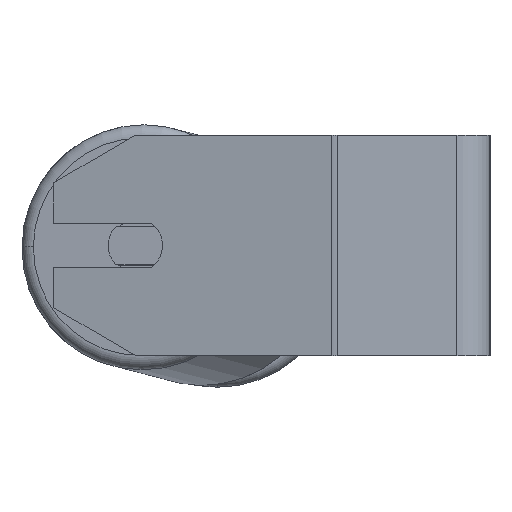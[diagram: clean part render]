
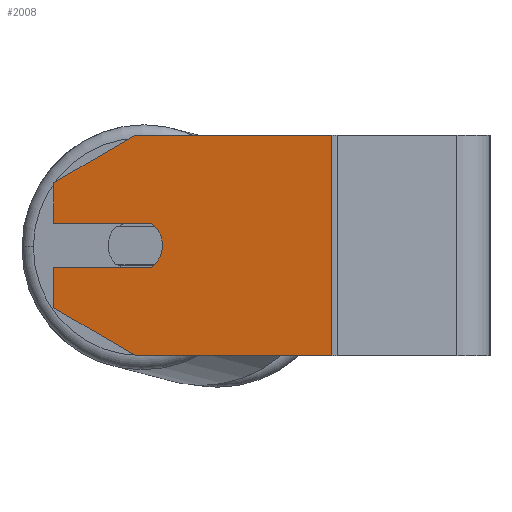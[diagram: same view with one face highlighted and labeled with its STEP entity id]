
A CAD part, left-side view. The second image highlights one B-rep face of the part: STEP entity #2008.
In plain terms, the highlighted planar face has unit normal (-0.985, 0.174, 0).
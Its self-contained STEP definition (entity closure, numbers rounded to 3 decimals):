
#29 = FACE_OUTER_BOUND ( 'NONE', #4763, .T. ) ;
#108 = CARTESIAN_POINT ( 'NONE',  ( -259.818, 57.404, 40. ) ) ;
#296 = DIRECTION ( 'NONE',  ( -0.174, -0.985, 0. ) ) ;
#302 = ORIENTED_EDGE ( 'NONE', *, *, #4126, .T. ) ;
#425 = CARTESIAN_POINT ( 'NONE',  ( -248.985, 118.838, 0. ) ) ;
#529 = EDGE_CURVE ( 'NONE', #5545, #4714, #5123, .T. ) ;
#563 = EDGE_CURVE ( 'NONE', #1592, #2555, #627, .T. ) ;
#567 = DIRECTION ( 'NONE',  ( -0.985, 0.174, 0. ) ) ;
#627 = LINE ( 'NONE', #2616, #6279 ) ;
#680 = CARTESIAN_POINT ( 'NONE',  ( -242.039, 158.231, 40. ) ) ;
#696 = EDGE_CURVE ( 'NONE', #6836, #809, #5047, .T. ) ;
#729 = VECTOR ( 'NONE', #6810, 1000. ) ;
#736 = CARTESIAN_POINT ( 'NONE',  ( -242.039, 158.231, 22.679 ) ) ;
#763 = CARTESIAN_POINT ( 'NONE',  ( -242.039, 158.231, 22.679 ) ) ;
#809 = VERTEX_POINT ( 'NONE', #3009 ) ;
#934 = ORIENTED_EDGE ( 'NONE', *, *, #7291, .T. ) ;
#985 = ORIENTED_EDGE ( 'NONE', *, *, #5574, .F. ) ;
#1061 = VECTOR ( 'NONE', #5222, 1000. ) ;
#1200 = VECTOR ( 'NONE', #4179, 1000. ) ;
#1231 = DIRECTION ( 'NONE',  ( 0.174, 0.985, 0. ) ) ;
#1247 = CARTESIAN_POINT ( 'NONE',  ( -248.29, 122.778, -8. ) ) ;
#1359 = VECTOR ( 'NONE', #8348, 1000. ) ;
#1421 = ORIENTED_EDGE ( 'NONE', *, *, #1888, .F. ) ;
#1592 = VERTEX_POINT ( 'NONE', #736 ) ;
#1689 = CARTESIAN_POINT ( 'NONE',  ( -242.039, 158.231, 8. ) ) ;
#1733 = ORIENTED_EDGE ( 'NONE', *, *, #6016, .F. ) ;
#1888 = EDGE_CURVE ( 'NONE', #7479, #3333, #2425, .T. ) ;
#1990 = VECTOR ( 'NONE', #2070, 1000. ) ;
#2008 = ADVANCED_FACE ( 'NONE', ( #29 ), #3224, .F. ) ;
#2070 = DIRECTION ( 'NONE',  ( 0., 0., -1. ) ) ;
#2093 = CARTESIAN_POINT ( 'NONE',  ( -242.039, 158.231, -8. ) ) ;
#2123 = VERTEX_POINT ( 'NONE', #3420 ) ;
#2128 = ORIENTED_EDGE ( 'NONE', *, *, #6104, .T. ) ;
#2425 = LINE ( 'NONE', #5649, #729 ) ;
#2452 = AXIS2_PLACEMENT_3D ( 'NONE', #4434, #567, #5748 ) ;
#2555 = VERTEX_POINT ( 'NONE', #1689 ) ;
#2603 = LINE ( 'NONE', #3872, #8385 ) ;
#2610 = CARTESIAN_POINT ( 'NONE',  ( -259.818, 57.404, -40. ) ) ;
#2616 = CARTESIAN_POINT ( 'NONE',  ( -242.039, 158.231, 40. ) ) ;
#2796 = ORIENTED_EDGE ( 'NONE', *, *, #2916, .F. ) ;
#2916 = EDGE_CURVE ( 'NONE', #3333, #3058, #4213, .T. ) ;
#3009 = CARTESIAN_POINT ( 'NONE',  ( -248.29, 122.778, 8. ) ) ;
#3058 = VERTEX_POINT ( 'NONE', #2610 ) ;
#3128 = CARTESIAN_POINT ( 'NONE',  ( -247.249, 128.686, 40. ) ) ;
#3152 = CARTESIAN_POINT ( 'NONE',  ( -247.249, 128.686, -40. ) ) ;
#3224 = PLANE ( 'NONE',  #4800 ) ;
#3333 = VERTEX_POINT ( 'NONE', #6069 ) ;
#3420 = CARTESIAN_POINT ( 'NONE',  ( -247.249, 128.686, -40. ) ) ;
#3490 = VECTOR ( 'NONE', #4665, 1000. ) ;
#3684 = VECTOR ( 'NONE', #3885, 1000. ) ;
#3701 = LINE ( 'NONE', #3152, #1359 ) ;
#3850 = ORIENTED_EDGE ( 'NONE', *, *, #8390, .F. ) ;
#3872 = CARTESIAN_POINT ( 'NONE',  ( -248.29, 122.778, -8. ) ) ;
#3885 = DIRECTION ( 'NONE',  ( 0., 0., -1. ) ) ;
#3948 = AXIS2_PLACEMENT_3D ( 'NONE', #7986, #7423, #296 ) ;
#4045 = DIRECTION ( 'NONE',  ( -0.174, -0.985, 0. ) ) ;
#4126 = EDGE_CURVE ( 'NONE', #7479, #1592, #7020, .T. ) ;
#4179 = DIRECTION ( 'NONE',  ( -0.174, -0.985, 0. ) ) ;
#4213 = LINE ( 'NONE', #108, #1990 ) ;
#4434 = CARTESIAN_POINT ( 'NONE',  ( -247.249, 128.686, 0. ) ) ;
#4625 = LINE ( 'NONE', #5925, #3490 ) ;
#4665 = DIRECTION ( 'NONE',  ( 0.174, 0.985, 0. ) ) ;
#4714 = VERTEX_POINT ( 'NONE', #5970 ) ;
#4763 = EDGE_LOOP ( 'NONE', ( #3850, #985, #8272, #934, #2128, #2796, #1421, #302, #7278, #1733, #6872 ) ) ;
#4800 = AXIS2_PLACEMENT_3D ( 'NONE', #680, #7813, #1231 ) ;
#4826 = LINE ( 'NONE', #5490, #1200 ) ;
#5047 = CIRCLE ( 'NONE', #3948, 10. ) ;
#5083 = DIRECTION ( 'NONE',  ( 0., 0., -1. ) ) ;
#5123 = LINE ( 'NONE', #8331, #3684 ) ;
#5167 = CIRCLE ( 'NONE', #2452, 10. ) ;
#5222 = DIRECTION ( 'NONE',  ( 0.15, 0.853, -0.5 ) ) ;
#5490 = CARTESIAN_POINT ( 'NONE',  ( -242.039, 158.231, -40. ) ) ;
#5545 = VERTEX_POINT ( 'NONE', #2093 ) ;
#5574 = EDGE_CURVE ( 'NONE', #5545, #6296, #2603, .T. ) ;
#5649 = CARTESIAN_POINT ( 'NONE',  ( -242.039, 158.231, 40. ) ) ;
#5748 = DIRECTION ( 'NONE',  ( -0.174, -0.985, 0. ) ) ;
#5925 = CARTESIAN_POINT ( 'NONE',  ( -248.29, 122.778, 8. ) ) ;
#5970 = CARTESIAN_POINT ( 'NONE',  ( -242.039, 158.231, -22.679 ) ) ;
#6016 = EDGE_CURVE ( 'NONE', #809, #2555, #4625, .T. ) ;
#6069 = CARTESIAN_POINT ( 'NONE',  ( -259.818, 57.404, 40. ) ) ;
#6104 = EDGE_CURVE ( 'NONE', #2123, #3058, #4826, .T. ) ;
#6279 = VECTOR ( 'NONE', #5083, 1000. ) ;
#6296 = VERTEX_POINT ( 'NONE', #1247 ) ;
#6810 = DIRECTION ( 'NONE',  ( -0.174, -0.985, 0. ) ) ;
#6836 = VERTEX_POINT ( 'NONE', #425 ) ;
#6872 = ORIENTED_EDGE ( 'NONE', *, *, #696, .F. ) ;
#7020 = LINE ( 'NONE', #763, #1061 ) ;
#7278 = ORIENTED_EDGE ( 'NONE', *, *, #563, .T. ) ;
#7291 = EDGE_CURVE ( 'NONE', #4714, #2123, #3701, .T. ) ;
#7423 = DIRECTION ( 'NONE',  ( -0.985, 0.174, 0. ) ) ;
#7479 = VERTEX_POINT ( 'NONE', #3128 ) ;
#7813 = DIRECTION ( 'NONE',  ( 0.985, -0.174, 0. ) ) ;
#7986 = CARTESIAN_POINT ( 'NONE',  ( -247.249, 128.686, 0. ) ) ;
#8272 = ORIENTED_EDGE ( 'NONE', *, *, #529, .T. ) ;
#8331 = CARTESIAN_POINT ( 'NONE',  ( -242.039, 158.231, 40. ) ) ;
#8348 = DIRECTION ( 'NONE',  ( -0.15, -0.853, -0.5 ) ) ;
#8385 = VECTOR ( 'NONE', #4045, 1000. ) ;
#8390 = EDGE_CURVE ( 'NONE', #6296, #6836, #5167, .T. ) ;
